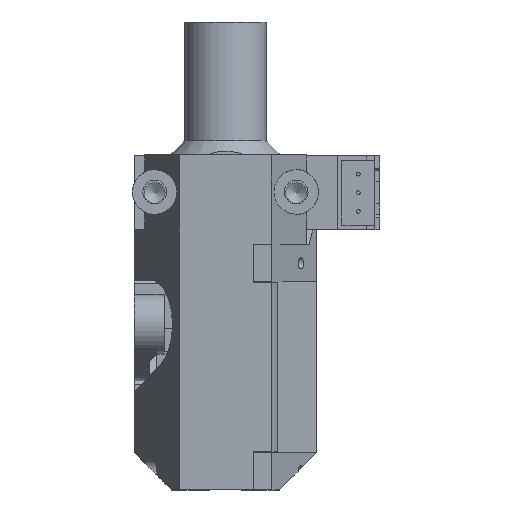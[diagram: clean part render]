
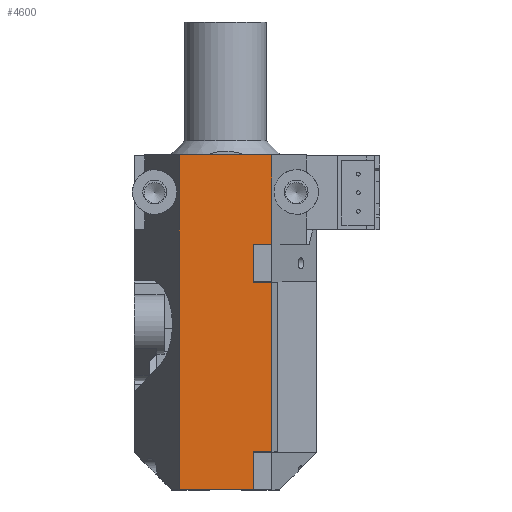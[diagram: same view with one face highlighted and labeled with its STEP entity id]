
A CAD part, top view. The second image highlights one B-rep face of the part: STEP entity #4600.
In plain terms, the highlighted planar face has unit normal (0, 0, 1).
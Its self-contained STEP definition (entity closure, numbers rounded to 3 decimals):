
#476=FACE_OUTER_BOUND('',#735,.T.);
#735=EDGE_LOOP('',(#3889,#3890,#3891,#3892,#3893,#3894,#3895,#3896,#3897,
#3898));
#1190=LINE('',#7515,#1704);
#1191=LINE('',#7517,#1705);
#1192=LINE('',#7519,#1706);
#1193=LINE('',#7521,#1707);
#1194=LINE('',#7523,#1708);
#1195=LINE('',#7525,#1709);
#1196=LINE('',#7527,#1710);
#1197=LINE('',#7529,#1711);
#1198=LINE('',#7531,#1712);
#1199=LINE('',#7532,#1713);
#1704=VECTOR('',#6157,10.);
#1705=VECTOR('',#6158,10.);
#1706=VECTOR('',#6159,10.);
#1707=VECTOR('',#6160,10.);
#1708=VECTOR('',#6161,10.);
#1709=VECTOR('',#6162,10.);
#1710=VECTOR('',#6163,10.);
#1711=VECTOR('',#6164,10.);
#1712=VECTOR('',#6165,10.);
#1713=VECTOR('',#6166,10.);
#2167=VERTEX_POINT('',#7513);
#2168=VERTEX_POINT('',#7514);
#2169=VERTEX_POINT('',#7516);
#2170=VERTEX_POINT('',#7518);
#2171=VERTEX_POINT('',#7520);
#2172=VERTEX_POINT('',#7522);
#2173=VERTEX_POINT('',#7524);
#2174=VERTEX_POINT('',#7526);
#2175=VERTEX_POINT('',#7528);
#2176=VERTEX_POINT('',#7530);
#2762=EDGE_CURVE('',#2167,#2168,#1190,.T.);
#2763=EDGE_CURVE('',#2167,#2169,#1191,.T.);
#2764=EDGE_CURVE('',#2169,#2170,#1192,.T.);
#2765=EDGE_CURVE('',#2170,#2171,#1193,.T.);
#2766=EDGE_CURVE('',#2171,#2172,#1194,.T.);
#2767=EDGE_CURVE('',#2173,#2172,#1195,.T.);
#2768=EDGE_CURVE('',#2173,#2174,#1196,.T.);
#2769=EDGE_CURVE('',#2174,#2175,#1197,.T.);
#2770=EDGE_CURVE('',#2176,#2175,#1198,.T.);
#2771=EDGE_CURVE('',#2176,#2168,#1199,.T.);
#3889=ORIENTED_EDGE('',*,*,#2762,.F.);
#3890=ORIENTED_EDGE('',*,*,#2763,.T.);
#3891=ORIENTED_EDGE('',*,*,#2764,.T.);
#3892=ORIENTED_EDGE('',*,*,#2765,.T.);
#3893=ORIENTED_EDGE('',*,*,#2766,.T.);
#3894=ORIENTED_EDGE('',*,*,#2767,.F.);
#3895=ORIENTED_EDGE('',*,*,#2768,.T.);
#3896=ORIENTED_EDGE('',*,*,#2769,.T.);
#3897=ORIENTED_EDGE('',*,*,#2770,.F.);
#3898=ORIENTED_EDGE('',*,*,#2771,.T.);
#4380=PLANE('',#5098);
#4600=ADVANCED_FACE('',(#476),#4380,.T.);
#5098=AXIS2_PLACEMENT_3D('',#7512,#6155,#6156);
#6155=DIRECTION('center_axis',(0.,0.,1.));
#6156=DIRECTION('ref_axis',(1.,0.,0.));
#6157=DIRECTION('',(0.,1.,0.));
#6158=DIRECTION('',(1.,0.,0.));
#6159=DIRECTION('',(0.,1.,0.));
#6160=DIRECTION('',(1.,0.,0.));
#6161=DIRECTION('',(0.,1.,0.));
#6162=DIRECTION('',(1.,0.,0.));
#6163=DIRECTION('',(0.,1.,0.));
#6164=DIRECTION('',(1.,0.,0.));
#6165=DIRECTION('',(0.,-1.,0.));
#6166=DIRECTION('',(-1.,0.,0.));
#7512=CARTESIAN_POINT('Origin',(0.,22.55,14.));
#7513=CARTESIAN_POINT('',(-6.25,0.,14.));
#7514=CARTESIAN_POINT('',(-6.25,45.1,14.));
#7515=CARTESIAN_POINT('',(-6.25,33.825,14.));
#7516=CARTESIAN_POINT('',(3.75,0.,14.));
#7517=CARTESIAN_POINT('',(-12.25,0.,14.));
#7518=CARTESIAN_POINT('',(3.75,5.1,14.));
#7519=CARTESIAN_POINT('',(3.75,27.775,14.));
#7520=CARTESIAN_POINT('',(6.25,5.1,14.));
#7521=CARTESIAN_POINT('',(3.75,5.1,14.));
#7522=CARTESIAN_POINT('',(6.25,27.9,14.));
#7523=CARTESIAN_POINT('',(6.25,22.2,14.));
#7524=CARTESIAN_POINT('',(3.75,27.9,14.));
#7525=CARTESIAN_POINT('',(3.75,27.9,14.));
#7526=CARTESIAN_POINT('',(3.75,33.,14.));
#7527=CARTESIAN_POINT('',(3.75,27.775,14.));
#7528=CARTESIAN_POINT('',(6.25,33.,14.));
#7529=CARTESIAN_POINT('',(6.125,33.,14.));
#7530=CARTESIAN_POINT('',(6.25,45.1,14.));
#7531=CARTESIAN_POINT('',(6.25,11.275,14.));
#7532=CARTESIAN_POINT('',(12.25,45.1,14.));
